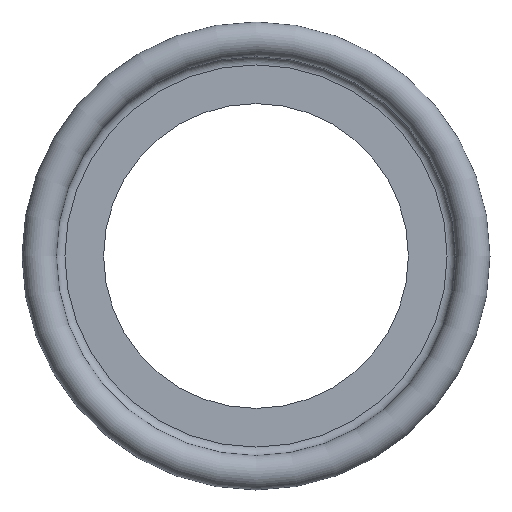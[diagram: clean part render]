
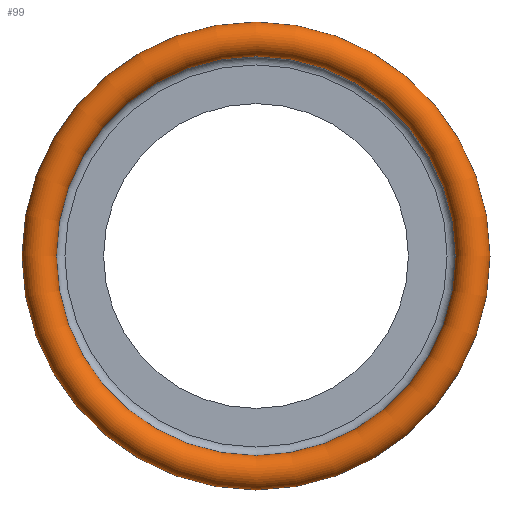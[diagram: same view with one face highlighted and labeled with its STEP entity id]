
A CAD part, front view. The second image highlights one B-rep face of the part: STEP entity #99.
In plain terms, the highlighted toroidal (fillet/blend) face has major radius 10.1 mm and minor radius 0.8 mm.
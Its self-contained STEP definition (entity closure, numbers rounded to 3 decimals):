
#19=TOROIDAL_SURFACE('',#114,10.1,0.8);
#25=FACE_BOUND('',#46,.T.);
#33=FACE_OUTER_BOUND('',#45,.T.);
#45=EDGE_LOOP('',(#85));
#46=EDGE_LOOP('',(#86));
#57=CIRCLE('',#113,10.9);
#58=CIRCLE('',#115,9.3);
#65=VERTEX_POINT('',#168);
#66=VERTEX_POINT('',#171);
#73=EDGE_CURVE('',#65,#65,#57,.T.);
#74=EDGE_CURVE('',#66,#66,#58,.T.);
#85=ORIENTED_EDGE('',*,*,#74,.F.);
#86=ORIENTED_EDGE('',*,*,#73,.T.);
#99=ADVANCED_FACE('',(#33,#25),#19,.T.);
#113=AXIS2_PLACEMENT_3D('',#169,#139,#140);
#114=AXIS2_PLACEMENT_3D('',#170,#141,#142);
#115=AXIS2_PLACEMENT_3D('',#172,#143,#144);
#139=DIRECTION('center_axis',(0.,-1.,0.));
#140=DIRECTION('ref_axis',(1.,0.,0.));
#141=DIRECTION('center_axis',(0.,-1.,0.));
#142=DIRECTION('ref_axis',(0.,0.,-1.));
#143=DIRECTION('center_axis',(0.,-1.,0.));
#144=DIRECTION('ref_axis',(1.,0.,0.));
#168=CARTESIAN_POINT('',(10.9,-0.4,0.));
#169=CARTESIAN_POINT('Origin',(0.,-0.4,
0.));
#170=CARTESIAN_POINT('Origin',(0.,-0.4,0.));
#171=CARTESIAN_POINT('',(9.3,-0.4,0.));
#172=CARTESIAN_POINT('Origin',(0.,-0.4,
0.));
